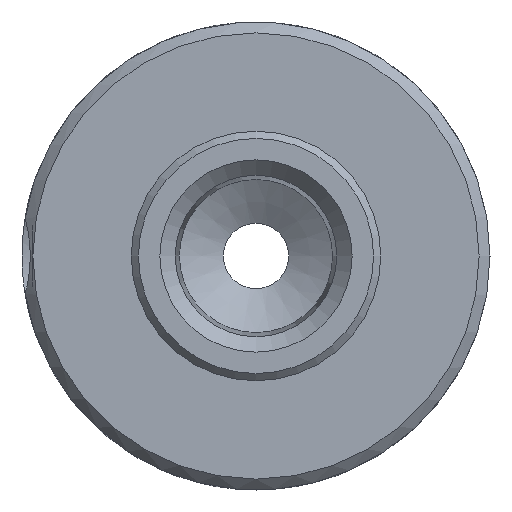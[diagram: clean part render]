
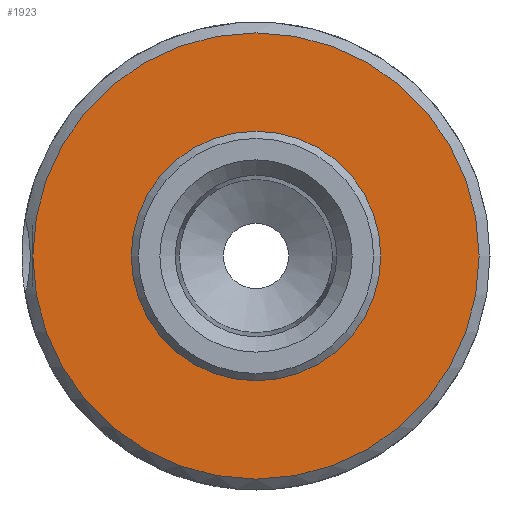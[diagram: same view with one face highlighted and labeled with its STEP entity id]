
A CAD part, left-side view. The second image highlights one B-rep face of the part: STEP entity #1923.
In plain terms, the highlighted planar face has unit normal (-1, 0, 0).
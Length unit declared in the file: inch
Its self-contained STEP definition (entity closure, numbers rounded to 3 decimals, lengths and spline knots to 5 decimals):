
#114=FACE_BOUND('',#530,.T.);
#328=PLANE('',#2154);
#418=FACE_OUTER_BOUND('',#529,.T.);
#529=EDGE_LOOP('',(#1688,#1689));
#530=EDGE_LOOP('',(#1690,#1691));
#565=CIRCLE('',#1975,0.615);
#566=CIRCLE('',#1976,0.615);
#664=CIRCLE('',#2152,0.344);
#665=CIRCLE('',#2153,0.344);
#732=VERTEX_POINT('',#2868);
#733=VERTEX_POINT('',#2870);
#890=VERTEX_POINT('',#3540);
#891=VERTEX_POINT('',#3541);
#937=EDGE_CURVE('',#732,#733,#565,.T.);
#938=EDGE_CURVE('',#733,#732,#566,.T.);
#1168=EDGE_CURVE('',#890,#891,#664,.T.);
#1169=EDGE_CURVE('',#891,#890,#665,.T.);
#1688=ORIENTED_EDGE('',*,*,#938,.F.);
#1689=ORIENTED_EDGE('',*,*,#937,.F.);
#1690=ORIENTED_EDGE('',*,*,#1168,.T.);
#1691=ORIENTED_EDGE('',*,*,#1169,.T.);
#1923=ADVANCED_FACE('',(#418,#114),#328,.T.);
#1975=AXIS2_PLACEMENT_3D('',#2871,#2239,#2240);
#1976=AXIS2_PLACEMENT_3D('',#2872,#2241,#2242);
#2152=AXIS2_PLACEMENT_3D('',#3542,#2665,#2666);
#2153=AXIS2_PLACEMENT_3D('',#3543,#2667,#2668);
#2154=AXIS2_PLACEMENT_3D('',#3545,#2670,#2671);
#2239=DIRECTION('center_axis',(1.,0.,0.));
#2240=DIRECTION('ref_axis',(0.,1.,0.));
#2241=DIRECTION('center_axis',(1.,0.,0.));
#2242=DIRECTION('ref_axis',(0.,1.,0.));
#2665=DIRECTION('center_axis',(1.,0.,0.));
#2666=DIRECTION('ref_axis',(0.,1.,0.));
#2667=DIRECTION('center_axis',(1.,0.,0.));
#2668=DIRECTION('ref_axis',(0.,1.,0.));
#2670=DIRECTION('center_axis',(-1.,0.,0.));
#2671=DIRECTION('ref_axis',(0.,0.,1.));
#2868=CARTESIAN_POINT('',(0.62,-0.615,0.));
#2870=CARTESIAN_POINT('',(0.62,0.615,0.));
#2871=CARTESIAN_POINT('Origin',(0.62,0.,0.));
#2872=CARTESIAN_POINT('Origin',(0.62,0.,0.));
#3540=CARTESIAN_POINT('',(0.62,0.344,0.));
#3541=CARTESIAN_POINT('',(0.62,-0.344,0.));
#3542=CARTESIAN_POINT('Origin',(0.62,0.,0.));
#3543=CARTESIAN_POINT('Origin',(0.62,0.,0.));
#3545=CARTESIAN_POINT('Origin',(0.62,0.4795,0.));
